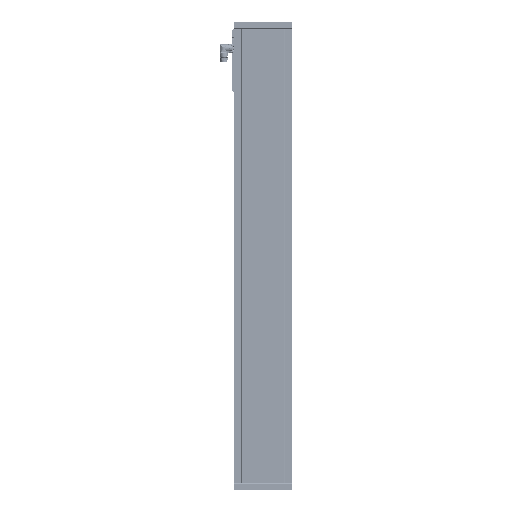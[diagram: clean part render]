
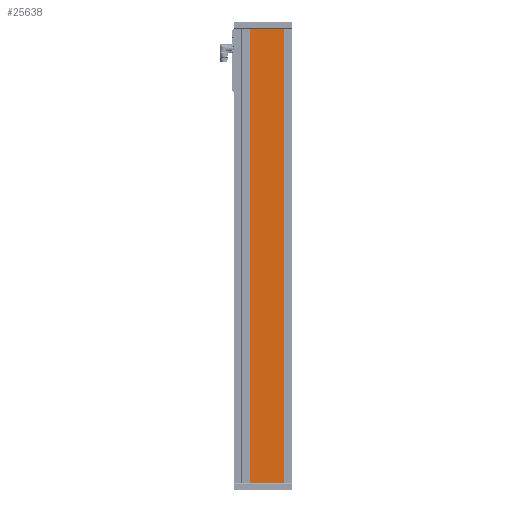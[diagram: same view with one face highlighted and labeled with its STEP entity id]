
A CAD part, left-side view. The second image highlights one B-rep face of the part: STEP entity #25638.
In plain terms, the highlighted planar face has unit normal (-1, 0, 0).
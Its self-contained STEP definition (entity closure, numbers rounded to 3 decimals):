
#4067 = LINE ( 'NONE', #156819, #175163 ) ;
#7380 = VERTEX_POINT ( 'NONE', #176609 ) ;
#23903 = LINE ( 'NONE', #79396, #82157 ) ;
#25638 = ADVANCED_FACE ( 'NONE', ( #61658 ), #159865, .F. ) ;
#35761 = LINE ( 'NONE', #176580, #125785 ) ;
#50565 = CARTESIAN_POINT ( 'NONE',  ( 0., 40.9, 1390. ) ) ;
#59549 = CARTESIAN_POINT ( 'NONE',  ( 0., -65.4, 1390. ) ) ;
#61658 = FACE_OUTER_BOUND ( 'NONE', #92863, .T. ) ;
#62598 = DIRECTION ( 'NONE',  ( 1., 0., 0. ) ) ;
#62902 = VERTEX_POINT ( 'NONE', #59549 ) ;
#68460 = DIRECTION ( 'NONE',  ( 0., 0., 1. ) ) ;
#70734 = EDGE_CURVE ( 'NONE', #7380, #159456, #125582, .T. ) ;
#74023 = DIRECTION ( 'NONE',  ( 0., -1., 0. ) ) ;
#77001 = CARTESIAN_POINT ( 'NONE',  ( 0., -65.4, 0. ) ) ;
#79396 = CARTESIAN_POINT ( 'NONE',  ( 0., -65.4, 1390. ) ) ;
#82157 = VECTOR ( 'NONE', #68460, 1000. ) ;
#85645 = CARTESIAN_POINT ( 'NONE',  ( 0., -90., 1390. ) ) ;
#92863 = EDGE_LOOP ( 'NONE', ( #130953, #157329, #159845, #145433 ) ) ;
#97322 = DIRECTION ( 'NONE',  ( 0., 0., 1. ) ) ;
#108452 = DIRECTION ( 'NONE',  ( 0., -1., 0. ) ) ;
#110031 = CARTESIAN_POINT ( 'NONE',  ( 0., 40.9, 0. ) ) ;
#112245 = AXIS2_PLACEMENT_3D ( 'NONE', #85645, #62598, #158960 ) ;
#122153 = EDGE_CURVE ( 'NONE', #132047, #62902, #23903, .T. ) ;
#125582 = LINE ( 'NONE', #110031, #157650 ) ;
#125785 = VECTOR ( 'NONE', #108452, 1000. ) ;
#129746 = EDGE_CURVE ( 'NONE', #159456, #62902, #35761, .T. ) ;
#130953 = ORIENTED_EDGE ( 'NONE', *, *, #129746, .F. ) ;
#132047 = VERTEX_POINT ( 'NONE', #77001 ) ;
#145433 = ORIENTED_EDGE ( 'NONE', *, *, #122153, .T. ) ;
#156819 = CARTESIAN_POINT ( 'NONE',  ( 0., -90., 0. ) ) ;
#157329 = ORIENTED_EDGE ( 'NONE', *, *, #70734, .F. ) ;
#157650 = VECTOR ( 'NONE', #97322, 1000. ) ;
#158960 = DIRECTION ( 'NONE',  ( 0., 0., -1. ) ) ;
#159456 = VERTEX_POINT ( 'NONE', #50565 ) ;
#159804 = EDGE_CURVE ( 'NONE', #7380, #132047, #4067, .T. ) ;
#159845 = ORIENTED_EDGE ( 'NONE', *, *, #159804, .T. ) ;
#159865 = PLANE ( 'NONE',  #112245 ) ;
#175163 = VECTOR ( 'NONE', #74023, 1000. ) ;
#176580 = CARTESIAN_POINT ( 'NONE',  ( 0., -90., 1390. ) ) ;
#176609 = CARTESIAN_POINT ( 'NONE',  ( 0., 40.9, 0. ) ) ;
